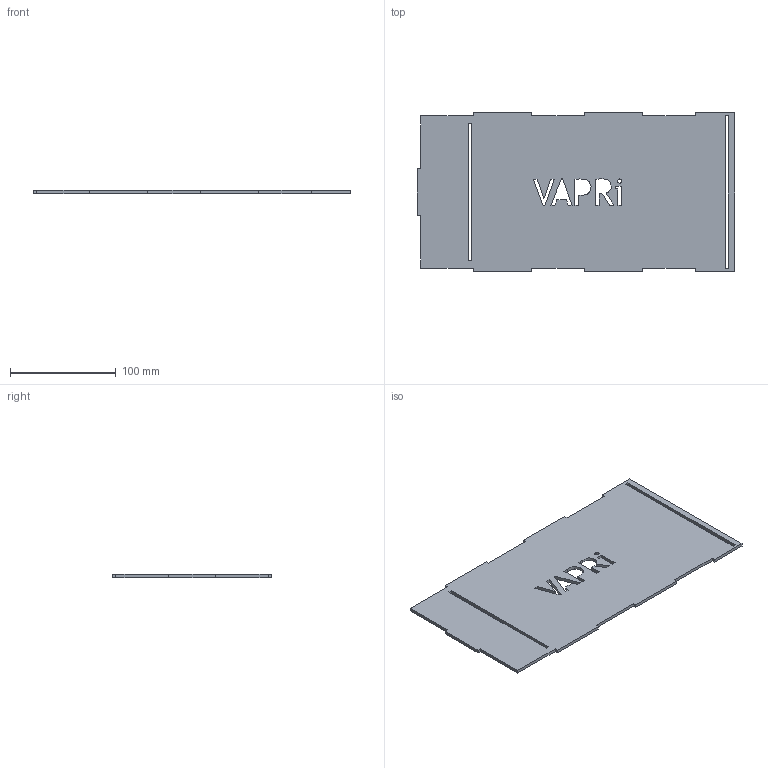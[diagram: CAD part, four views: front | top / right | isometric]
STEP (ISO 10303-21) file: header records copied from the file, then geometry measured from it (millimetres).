
FILE_DESCRIPTION(/* description */ (''),/* implementation_level */ '2;1');
FILE_NAME(/* name */ 'Superior.step',/* time_stamp */ '2020-11-30T13:38:49-06:00',/* author */ (''),/* organization */ (''),/* preprocessor_version */ 'ST-DEVELOPER v18.1',/* originating_system */ 'Autodesk Translation Framework v9.3.0.1241',/* authorisation */ '');
FILE_SCHEMA (('AUTOMOTIVE_DESIGN { 1 0 10303 214 3 1 1 }'));
Length unit declared in the file: millimetre
Products named in the file (1): Superior
Bounding box: 300 x 150 x 3 mm (x, y, z)
Volume: 126039.9 mm3; surface area: 89726.4 mm2
Topology: 1 solids, 1 shells, 86 faces, 252 edges, 168 vertices
Faces by surface type: plane 68, bspline 18
Entity records: 3041 total; most frequent: CARTESIAN_POINT 813, ORIENTED_EDGE 504, DIRECTION 354, EDGE_CURVE 252, LINE 216, VECTOR 216, VERTEX_POINT 168, EDGE_LOOP 102
